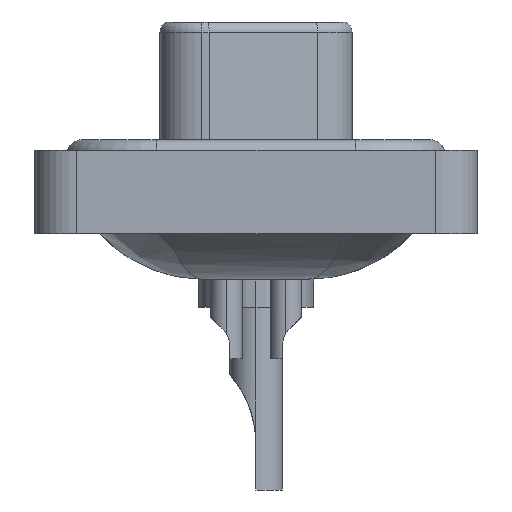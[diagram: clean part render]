
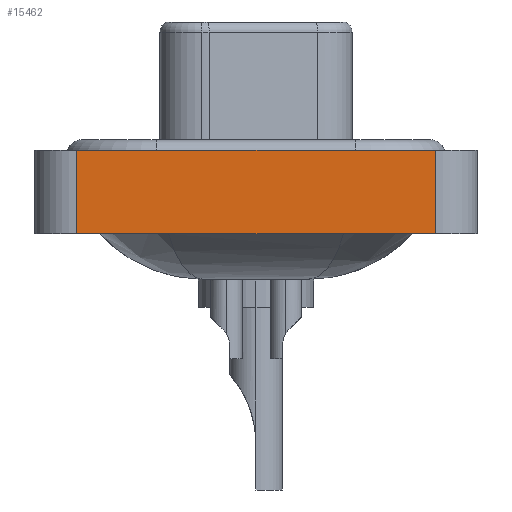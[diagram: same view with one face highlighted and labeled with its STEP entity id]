
A CAD part, left-side view. The second image highlights one B-rep face of the part: STEP entity #15462.
In plain terms, the highlighted planar face has unit normal (-1, 0, 0).
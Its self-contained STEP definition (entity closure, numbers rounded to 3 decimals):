
#49 = DIRECTION ( 'NONE',  ( 0., -1., 0. ) ) ;
#139 = VERTEX_POINT ( 'NONE', #631 ) ;
#293 = FACE_OUTER_BOUND ( 'NONE', #8753, .T. ) ;
#355 = CARTESIAN_POINT ( 'NONE',  ( -7.25, -8.55, -3.6 ) ) ;
#447 = CARTESIAN_POINT ( 'NONE',  ( -7.25, -8.55, -3.6 ) ) ;
#478 = VERTEX_POINT ( 'NONE', #4369 ) ;
#631 = CARTESIAN_POINT ( 'NONE',  ( -7.25, 8.55, 0.4 ) ) ;
#1146 = LINE ( 'NONE', #5444, #11799 ) ;
#1749 = DIRECTION ( 'NONE',  ( 0., 0., 1. ) ) ;
#1764 = ORIENTED_EDGE ( 'NONE', *, *, #14746, .T. ) ;
#3263 = CARTESIAN_POINT ( 'NONE',  ( -7.25, 8.55, -3.6 ) ) ;
#3314 = CARTESIAN_POINT ( 'NONE',  ( -7.25, -8.55, -3.6 ) ) ;
#3525 = ORIENTED_EDGE ( 'NONE', *, *, #6520, .F. ) ;
#3769 = EDGE_CURVE ( 'NONE', #4625, #139, #12712, .T. ) ;
#4082 = ORIENTED_EDGE ( 'NONE', *, *, #11559, .T. ) ;
#4369 = CARTESIAN_POINT ( 'NONE',  ( -7.25, -8.55, -3.6 ) ) ;
#4625 = VERTEX_POINT ( 'NONE', #5844 ) ;
#4666 = DIRECTION ( 'NONE',  ( 0., 0., 1. ) ) ;
#4996 = VECTOR ( 'NONE', #15766, 1000. ) ;
#5444 = CARTESIAN_POINT ( 'NONE',  ( -7.25, -8.55, 0.4 ) ) ;
#5844 = CARTESIAN_POINT ( 'NONE',  ( -7.25, 8.55, -3.6 ) ) ;
#6204 = LINE ( 'NONE', #355, #10033 ) ;
#6520 = EDGE_CURVE ( 'NONE', #139, #8561, #1146, .T. ) ;
#7396 = LINE ( 'NONE', #447, #9201 ) ;
#8561 = VERTEX_POINT ( 'NONE', #12813 ) ;
#8753 = EDGE_LOOP ( 'NONE', ( #1764, #3525, #12732, #4082 ) ) ;
#9201 = VECTOR ( 'NONE', #11798, 1000. ) ;
#10033 = VECTOR ( 'NONE', #4666, 1000. ) ;
#10093 = DIRECTION ( 'NONE',  ( -1., 0., 0. ) ) ;
#11559 = EDGE_CURVE ( 'NONE', #4625, #478, #7396, .T. ) ;
#11662 = PLANE ( 'NONE',  #14772 ) ;
#11798 = DIRECTION ( 'NONE',  ( 0., -1., 0. ) ) ;
#11799 = VECTOR ( 'NONE', #49, 1000. ) ;
#12712 = LINE ( 'NONE', #3263, #4996 ) ;
#12732 = ORIENTED_EDGE ( 'NONE', *, *, #3769, .F. ) ;
#12813 = CARTESIAN_POINT ( 'NONE',  ( -7.25, -8.55, 0.4 ) ) ;
#14746 = EDGE_CURVE ( 'NONE', #478, #8561, #6204, .T. ) ;
#14772 = AXIS2_PLACEMENT_3D ( 'NONE', #3314, #10093, #1749 ) ;
#15462 = ADVANCED_FACE ( 'NONE', ( #293 ), #11662, .T. ) ;
#15766 = DIRECTION ( 'NONE',  ( 0., 0., 1. ) ) ;
